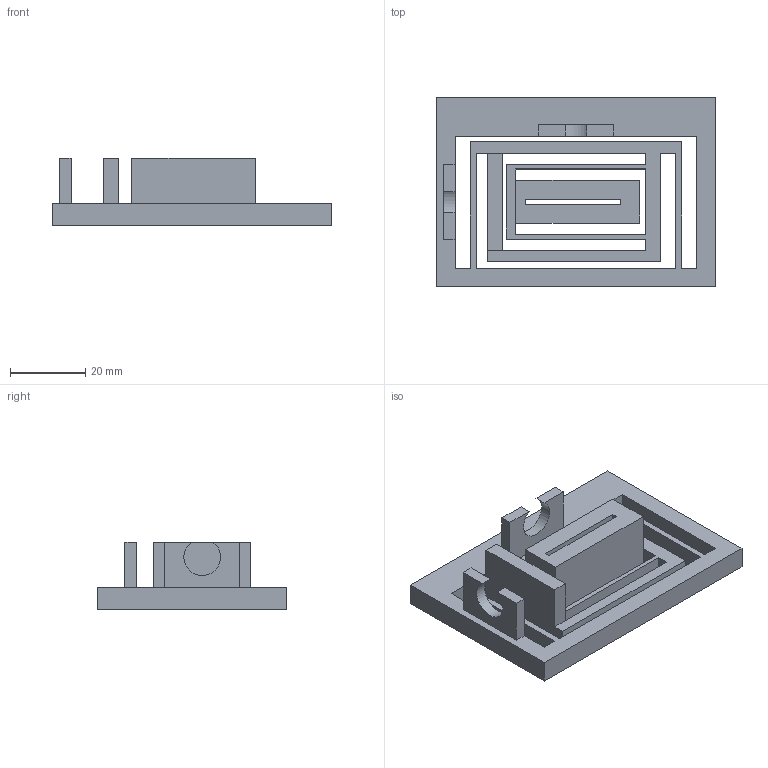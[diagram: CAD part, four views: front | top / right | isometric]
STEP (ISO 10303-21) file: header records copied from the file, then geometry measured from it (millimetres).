
FILE_DESCRIPTION(/* description */ (''),/* implementation_level */ '2;1');
FILE_NAME(/* name */ 'CT_FlexureXY.step',/* time_stamp */ '2021-05-07T16:49:53-04:00',/* author */ (''),/* organization */ (''),/* preprocessor_version */ 'ST-DEVELOPER v18.1',/* originating_system */ 'Autodesk Translation Framework v10.6.0.1341',/* authorisation */ '');
FILE_SCHEMA (('AUTOMOTIVE_DESIGN { 1 0 10303 214 3 1 1 }'));
Length unit declared in the file: millimetre
Products named in the file (1): XY Flexure
Bounding box: 74.2 x 50.4 x 18 mm (x, y, z)
Volume: 21774.8 mm3; surface area: 15489.1 mm2
Topology: 1 solids, 1 shells, 59 faces, 169 edges, 111 vertices
Faces by surface type: plane 57, cylinder 2
Entity records: 1936 total; most frequent: CARTESIAN_POINT 340, ORIENTED_EDGE 338, DIRECTION 293, EDGE_CURVE 169, LINE 165, VECTOR 165, VERTEX_POINT 111, EDGE_LOOP 68
